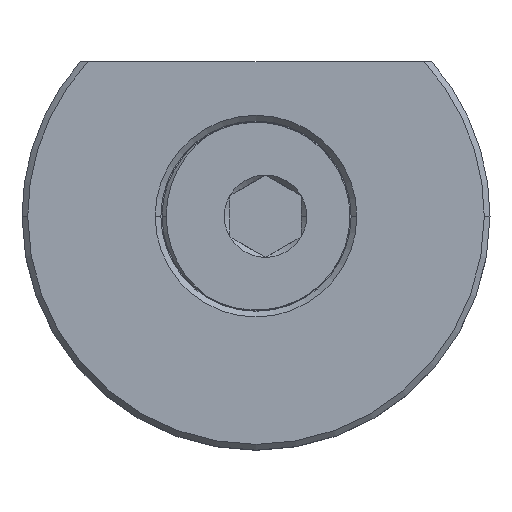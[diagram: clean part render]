
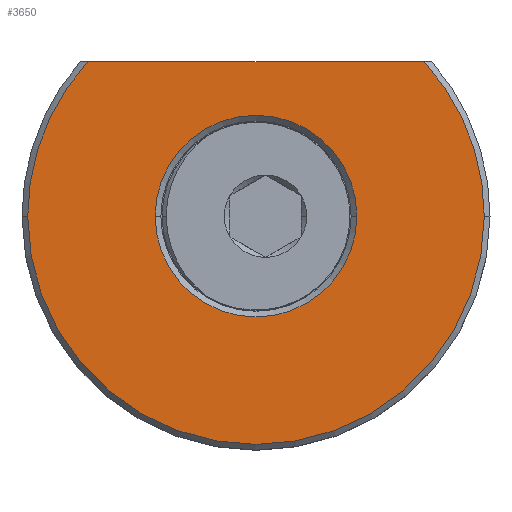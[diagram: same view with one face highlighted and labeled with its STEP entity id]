
A CAD part, top view. The second image highlights one B-rep face of the part: STEP entity #3650.
In plain terms, the highlighted planar face has unit normal (0, 0, 1).
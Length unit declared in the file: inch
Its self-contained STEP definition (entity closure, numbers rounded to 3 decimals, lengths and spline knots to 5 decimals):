
#107 = AXIS2_PLACEMENT_3D ( 'NONE', #2393, #3682, #1703 ) ;
#409 = EDGE_CURVE ( 'NONE', #2871, #1109, #3347, .T. ) ;
#458 = DIRECTION ( 'NONE',  ( 1., 0., 0. ) ) ;
#638 = CARTESIAN_POINT ( 'NONE',  ( 0.265, 0., 0.35 ) ) ;
#640 = AXIS2_PLACEMENT_3D ( 'NONE', #803, #1796, #3434 ) ;
#653 = CARTESIAN_POINT ( 'NONE',  ( 0.44177, 0.406, 0.35 ) ) ;
#803 = CARTESIAN_POINT ( 'NONE',  ( 0., 0., 0.35 ) ) ;
#833 = EDGE_CURVE ( 'NONE', #3295, #1006, #1975, .T. ) ;
#959 = ORIENTED_EDGE ( 'NONE', *, *, #2548, .T. ) ;
#967 = AXIS2_PLACEMENT_3D ( 'NONE', #1698, #4090, #458 ) ;
#988 = AXIS2_PLACEMENT_3D ( 'NONE', #4160, #2497, #991 ) ;
#991 = DIRECTION ( 'NONE',  ( 1., 0., 0. ) ) ;
#1006 = VERTEX_POINT ( 'NONE', #638 ) ;
#1031 = VERTEX_POINT ( 'NONE', #2210 ) ;
#1037 = DIRECTION ( 'NONE',  ( 0., 0., 1. ) ) ;
#1059 = DIRECTION ( 'NONE',  ( 0., 0., -1. ) ) ;
#1100 = DIRECTION ( 'NONE',  ( 1., 0., 0. ) ) ;
#1109 = VERTEX_POINT ( 'NONE', #2948 ) ;
#1157 = CARTESIAN_POINT ( 'NONE',  ( 0.46194, 0.406, 0.35 ) ) ;
#1339 = PLANE ( 'NONE',  #4126 ) ;
#1400 = AXIS2_PLACEMENT_3D ( 'NONE', #2385, #1059, #1100 ) ;
#1671 = FACE_BOUND ( 'NONE', #2376, .T. ) ;
#1698 = CARTESIAN_POINT ( 'NONE',  ( 0., 0., 0.35 ) ) ;
#1703 = DIRECTION ( 'NONE',  ( 1., 0., 0. ) ) ;
#1713 = DIRECTION ( 'NONE',  ( 1., 0., 0. ) ) ;
#1772 = DIRECTION ( 'NONE',  ( -1., 0., 0. ) ) ;
#1796 = DIRECTION ( 'NONE',  ( 0., 0., 1. ) ) ;
#1975 = CIRCLE ( 'NONE', #107, 0.265 ) ;
#1997 = VECTOR ( 'NONE', #1772, 39.37008 ) ;
#2078 = ORIENTED_EDGE ( 'NONE', *, *, #409, .T. ) ;
#2116 = CARTESIAN_POINT ( 'NONE',  ( -0.6, 0., 0.35 ) ) ;
#2122 = ORIENTED_EDGE ( 'NONE', *, *, #2996, .T. ) ;
#2210 = CARTESIAN_POINT ( 'NONE',  ( 0.6, 0., 0.35 ) ) ;
#2326 = EDGE_CURVE ( 'NONE', #1031, #2871, #2660, .T. ) ;
#2368 = EDGE_LOOP ( 'NONE', ( #2078, #3835, #2122, #2462 ) ) ;
#2376 = EDGE_LOOP ( 'NONE', ( #959, #3196 ) ) ;
#2385 = CARTESIAN_POINT ( 'NONE',  ( 0., 0., 0.35 ) ) ;
#2393 = CARTESIAN_POINT ( 'NONE',  ( 0., 0., 0.35 ) ) ;
#2462 = ORIENTED_EDGE ( 'NONE', *, *, #2326, .T. ) ;
#2497 = DIRECTION ( 'NONE',  ( 0., 0., 1. ) ) ;
#2548 = EDGE_CURVE ( 'NONE', #1006, #3295, #4044, .T. ) ;
#2577 = VERTEX_POINT ( 'NONE', #2116 ) ;
#2578 = EDGE_CURVE ( 'NONE', #1109, #2577, #3842, .T. ) ;
#2660 = CIRCLE ( 'NONE', #988, 0.6 ) ;
#2871 = VERTEX_POINT ( 'NONE', #653 ) ;
#2948 = CARTESIAN_POINT ( 'NONE',  ( -0.44177, 0.406, 0.35 ) ) ;
#2996 = EDGE_CURVE ( 'NONE', #2577, #1031, #3250, .T. ) ;
#2997 = FACE_OUTER_BOUND ( 'NONE', #2368, .T. ) ;
#3196 = ORIENTED_EDGE ( 'NONE', *, *, #833, .T. ) ;
#3210 = CARTESIAN_POINT ( 'NONE',  ( -0.265, 0., 0.35 ) ) ;
#3250 = CIRCLE ( 'NONE', #967, 0.6 ) ;
#3295 = VERTEX_POINT ( 'NONE', #3210 ) ;
#3347 = LINE ( 'NONE', #1157, #1997 ) ;
#3434 = DIRECTION ( 'NONE',  ( 1., 0., 0. ) ) ;
#3650 = ADVANCED_FACE ( 'NONE', ( #1671, #2997 ), #1339, .T. ) ;
#3682 = DIRECTION ( 'NONE',  ( 0., 0., -1. ) ) ;
#3835 = ORIENTED_EDGE ( 'NONE', *, *, #2578, .T. ) ;
#3842 = CIRCLE ( 'NONE', #640, 0.6 ) ;
#4020 = CARTESIAN_POINT ( 'NONE',  ( 0., 0., 0.35 ) ) ;
#4044 = CIRCLE ( 'NONE', #1400, 0.265 ) ;
#4090 = DIRECTION ( 'NONE',  ( 0., 0., 1. ) ) ;
#4126 = AXIS2_PLACEMENT_3D ( 'NONE', #4020, #1037, #1713 ) ;
#4160 = CARTESIAN_POINT ( 'NONE',  ( 0., 0., 0.35 ) ) ;
